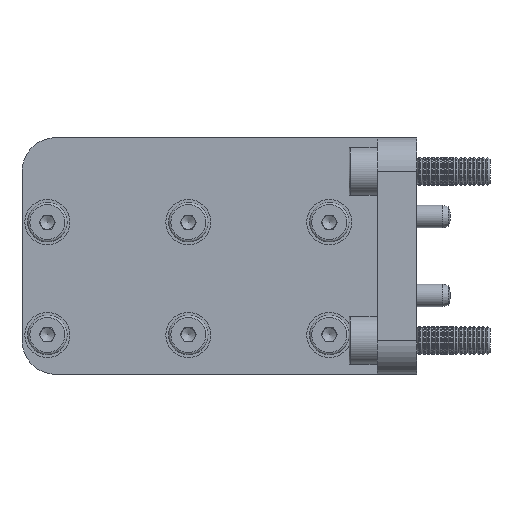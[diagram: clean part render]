
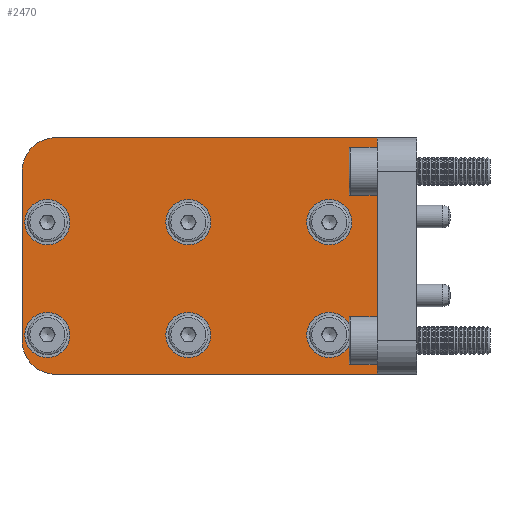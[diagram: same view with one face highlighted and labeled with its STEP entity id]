
A CAD part, front view. The second image highlights one B-rep face of the part: STEP entity #2470.
In plain terms, the highlighted planar face has unit normal (0, -1, 0).
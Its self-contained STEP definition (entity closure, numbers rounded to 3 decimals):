
#3 = AXIS2_PLACEMENT_3D ( 'NONE', #6323, #1403, #3594 ) ;
#22 = ORIENTED_EDGE ( 'NONE', *, *, #776, .T. ) ;
#43 = ORIENTED_EDGE ( 'NONE', *, *, #6397, .F. ) ;
#50 = EDGE_CURVE ( 'NONE', #3197, #1343, #2266, .T. ) ;
#65 = DIRECTION ( 'NONE',  ( 0., 0., -1. ) ) ;
#143 = EDGE_LOOP ( 'NONE', ( #2723 ) ) ;
#158 = CARTESIAN_POINT ( 'NONE',  ( -64., -7., -15. ) ) ;
#181 = DIRECTION ( 'NONE',  ( -1., 0., 0. ) ) ;
#196 = CARTESIAN_POINT ( 'NONE',  ( -40.5, -7., 2. ) ) ;
#315 = EDGE_LOOP ( 'NONE', ( #2596, #22, #6467, #4982, #6505, #6255 ) ) ;
#367 = CARTESIAN_POINT ( 'NONE',  ( -65.5, -7., -14. ) ) ;
#381 = EDGE_CURVE ( 'NONE', #6748, #6748, #6404, .T. ) ;
#549 = CARTESIAN_POINT ( 'NONE',  ( -40.5, -7., -18. ) ) ;
#627 = CARTESIAN_POINT ( 'NONE',  ( -64., -7., 15. ) ) ;
#699 = CIRCLE ( 'NONE', #3, 4. ) ;
#734 = DIRECTION ( 'NONE',  ( 0., -1., 0. ) ) ;
#776 = EDGE_CURVE ( 'NONE', #5422, #954, #5383, .T. ) ;
#798 = FACE_BOUND ( 'NONE', #2380, .T. ) ;
#849 = VERTEX_POINT ( 'NONE', #196 ) ;
#954 = VERTEX_POINT ( 'NONE', #3530 ) ;
#983 = AXIS2_PLACEMENT_3D ( 'NONE', #367, #4771, #6288 ) ;
#1017 = AXIS2_PLACEMENT_3D ( 'NONE', #3086, #3019, #3589 ) ;
#1181 = EDGE_CURVE ( 'NONE', #1343, #6000, #3737, .T. ) ;
#1343 = VERTEX_POINT ( 'NONE', #6762 ) ;
#1403 = DIRECTION ( 'NONE',  ( 0., -1., 0. ) ) ;
#1441 = LINE ( 'NONE', #1585, #5907 ) ;
#1585 = CARTESIAN_POINT ( 'NONE',  ( -7., -7., 21. ) ) ;
#1591 = VERTEX_POINT ( 'NONE', #549 ) ;
#1798 = CARTESIAN_POINT ( 'NONE',  ( -70., -7., -15. ) ) ;
#1820 = CARTESIAN_POINT ( 'NONE',  ( -15.5, -7., -14. ) ) ;
#1884 = FACE_OUTER_BOUND ( 'NONE', #315, .T. ) ;
#1913 = DIRECTION ( 'NONE',  ( 0., 0., -1. ) ) ;
#1930 = EDGE_CURVE ( 'NONE', #849, #849, #6556, .T. ) ;
#1932 = CARTESIAN_POINT ( 'NONE',  ( -15.5, -7., -18. ) ) ;
#1936 = DIRECTION ( 'NONE',  ( 0., 0., -1. ) ) ;
#1981 = EDGE_CURVE ( 'NONE', #4089, #4089, #699, .T. ) ;
#2195 = EDGE_LOOP ( 'NONE', ( #4380 ) ) ;
#2207 = EDGE_CURVE ( 'NONE', #954, #3197, #5003, .T. ) ;
#2262 = DIRECTION ( 'NONE',  ( 0., 0., -1. ) ) ;
#2266 = CIRCLE ( 'NONE', #3054, 6. ) ;
#2305 = ORIENTED_EDGE ( 'NONE', *, *, #1981, .F. ) ;
#2324 = FACE_BOUND ( 'NONE', #3544, .T. ) ;
#2370 = DIRECTION ( 'NONE',  ( 0., -1., 0. ) ) ;
#2380 = EDGE_LOOP ( 'NONE', ( #6735 ) ) ;
#2394 = PLANE ( 'NONE',  #5302 ) ;
#2401 = AXIS2_PLACEMENT_3D ( 'NONE', #627, #4545, #6125 ) ;
#2433 = FACE_BOUND ( 'NONE', #3602, .T. ) ;
#2448 = CARTESIAN_POINT ( 'NONE',  ( -15.5, -7., 6. ) ) ;
#2470 = ADVANCED_FACE ( 'NONE', ( #798, #4645, #2324, #2433, #4547, #1884, #2890 ), #2394, .F. ) ;
#2472 = CARTESIAN_POINT ( 'NONE',  ( -15.5, -7., 2. ) ) ;
#2596 = ORIENTED_EDGE ( 'NONE', *, *, #4635, .F. ) ;
#2666 = DIRECTION ( 'NONE',  ( 0., 0., -1. ) ) ;
#2723 = ORIENTED_EDGE ( 'NONE', *, *, #6820, .F. ) ;
#2890 = FACE_BOUND ( 'NONE', #143, .T. ) ;
#2998 = CARTESIAN_POINT ( 'NONE',  ( -7., -7., 21. ) ) ;
#3019 = DIRECTION ( 'NONE',  ( 0., -1., 0. ) ) ;
#3054 = AXIS2_PLACEMENT_3D ( 'NONE', #158, #2370, #4557 ) ;
#3086 = CARTESIAN_POINT ( 'NONE',  ( -40.5, -7., -14. ) ) ;
#3105 = VERTEX_POINT ( 'NONE', #2472 ) ;
#3197 = VERTEX_POINT ( 'NONE', #1798 ) ;
#3254 = DIRECTION ( 'NONE',  ( 1., 0., 0. ) ) ;
#3430 = AXIS2_PLACEMENT_3D ( 'NONE', #1820, #734, #2262 ) ;
#3530 = CARTESIAN_POINT ( 'NONE',  ( -70., -7., 15. ) ) ;
#3544 = EDGE_LOOP ( 'NONE', ( #6637 ) ) ;
#3589 = DIRECTION ( 'NONE',  ( 0., 0., -1. ) ) ;
#3594 = DIRECTION ( 'NONE',  ( 0., 0., -1. ) ) ;
#3602 = EDGE_LOOP ( 'NONE', ( #43 ) ) ;
#3614 = CARTESIAN_POINT ( 'NONE',  ( -7., -7., 21. ) ) ;
#3616 = VECTOR ( 'NONE', #2666, 1000. ) ;
#3737 = LINE ( 'NONE', #5369, #6186 ) ;
#3795 = VECTOR ( 'NONE', #65, 1000. ) ;
#3850 = CARTESIAN_POINT ( 'NONE',  ( -7., -7., 21. ) ) ;
#4009 = CARTESIAN_POINT ( 'NONE',  ( -70., -7., 21. ) ) ;
#4089 = VERTEX_POINT ( 'NONE', #4600 ) ;
#4166 = CARTESIAN_POINT ( 'NONE',  ( -7., -7., -21. ) ) ;
#4250 = DIRECTION ( 'NONE',  ( 1., 0., 0. ) ) ;
#4338 = VERTEX_POINT ( 'NONE', #5451 ) ;
#4380 = ORIENTED_EDGE ( 'NONE', *, *, #5699, .F. ) ;
#4442 = CIRCLE ( 'NONE', #6727, 4. ) ;
#4545 = DIRECTION ( 'NONE',  ( 0., -1., 0. ) ) ;
#4547 = FACE_BOUND ( 'NONE', #6414, .T. ) ;
#4557 = DIRECTION ( 'NONE',  ( -1., 0., 0. ) ) ;
#4600 = CARTESIAN_POINT ( 'NONE',  ( -65.5, -7., 2. ) ) ;
#4617 = DIRECTION ( 'NONE',  ( 0., 1., 0. ) ) ;
#4635 = EDGE_CURVE ( 'NONE', #5422, #5138, #1441, .T. ) ;
#4645 = FACE_BOUND ( 'NONE', #2195, .T. ) ;
#4685 = CIRCLE ( 'NONE', #1017, 4. ) ;
#4771 = DIRECTION ( 'NONE',  ( 0., -1., 0. ) ) ;
#4982 = ORIENTED_EDGE ( 'NONE', *, *, #50, .T. ) ;
#5003 = LINE ( 'NONE', #4009, #3795 ) ;
#5138 = VERTEX_POINT ( 'NONE', #3850 ) ;
#5188 = DIRECTION ( 'NONE',  ( 0., -1., 0. ) ) ;
#5302 = AXIS2_PLACEMENT_3D ( 'NONE', #2998, #4617, #181 ) ;
#5352 = CIRCLE ( 'NONE', #983, 4. ) ;
#5369 = CARTESIAN_POINT ( 'NONE',  ( -7., -7., -21. ) ) ;
#5383 = CIRCLE ( 'NONE', #2401, 6. ) ;
#5422 = VERTEX_POINT ( 'NONE', #7011 ) ;
#5451 = CARTESIAN_POINT ( 'NONE',  ( -65.5, -7., -18. ) ) ;
#5699 = EDGE_CURVE ( 'NONE', #3105, #3105, #4442, .T. ) ;
#5712 = CARTESIAN_POINT ( 'NONE',  ( -40.5, -7., 6. ) ) ;
#5759 = EDGE_CURVE ( 'NONE', #5138, #6000, #5815, .T. ) ;
#5815 = LINE ( 'NONE', #3614, #3616 ) ;
#5907 = VECTOR ( 'NONE', #4250, 1000. ) ;
#6000 = VERTEX_POINT ( 'NONE', #4166 ) ;
#6125 = DIRECTION ( 'NONE',  ( -1., 0., 0. ) ) ;
#6186 = VECTOR ( 'NONE', #3254, 1000. ) ;
#6255 = ORIENTED_EDGE ( 'NONE', *, *, #5759, .F. ) ;
#6288 = DIRECTION ( 'NONE',  ( 0., 0., -1. ) ) ;
#6323 = CARTESIAN_POINT ( 'NONE',  ( -65.5, -7., 6. ) ) ;
#6397 = EDGE_CURVE ( 'NONE', #4338, #4338, #5352, .T. ) ;
#6404 = CIRCLE ( 'NONE', #3430, 4. ) ;
#6414 = EDGE_LOOP ( 'NONE', ( #2305 ) ) ;
#6467 = ORIENTED_EDGE ( 'NONE', *, *, #2207, .T. ) ;
#6505 = ORIENTED_EDGE ( 'NONE', *, *, #1181, .T. ) ;
#6556 = CIRCLE ( 'NONE', #6895, 4. ) ;
#6637 = ORIENTED_EDGE ( 'NONE', *, *, #1930, .F. ) ;
#6727 = AXIS2_PLACEMENT_3D ( 'NONE', #2448, #6860, #1936 ) ;
#6735 = ORIENTED_EDGE ( 'NONE', *, *, #381, .F. ) ;
#6748 = VERTEX_POINT ( 'NONE', #1932 ) ;
#6762 = CARTESIAN_POINT ( 'NONE',  ( -64., -7., -21. ) ) ;
#6820 = EDGE_CURVE ( 'NONE', #1591, #1591, #4685, .T. ) ;
#6860 = DIRECTION ( 'NONE',  ( 0., -1., 0. ) ) ;
#6895 = AXIS2_PLACEMENT_3D ( 'NONE', #5712, #5188, #1913 ) ;
#7011 = CARTESIAN_POINT ( 'NONE',  ( -64., -7., 21. ) ) ;
